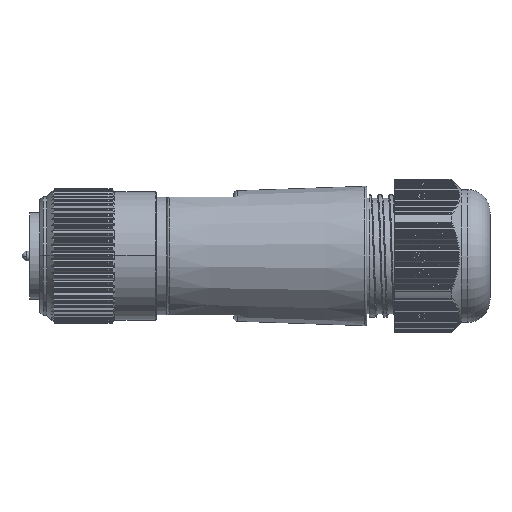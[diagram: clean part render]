
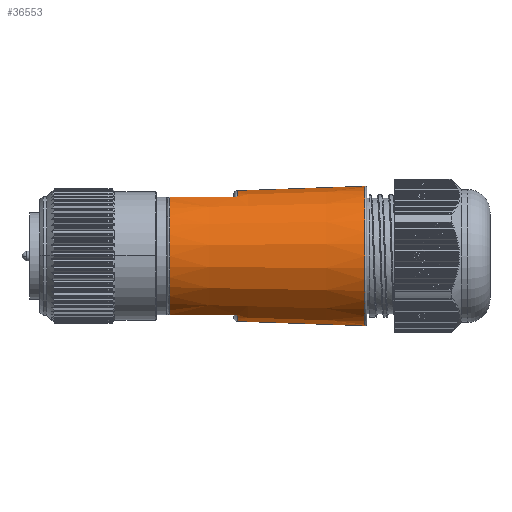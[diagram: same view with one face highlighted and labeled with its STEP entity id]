
A CAD part, front view. The second image highlights one B-rep face of the part: STEP entity #36553.
In plain terms, the highlighted conical face has half-angle 2 degrees and reference radius 14.528 mm.
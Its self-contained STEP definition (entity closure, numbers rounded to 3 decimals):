
#2242 = DIRECTION ( 'NONE',  ( 0., 0., 1. ) ) ;
#2287 = CARTESIAN_POINT ( 'NONE',  ( 33.787, 0., 0. ) ) ;
#2349 = CARTESIAN_POINT ( 'NONE',  ( 19.706, 0., 0. ) ) ;
#3119 = EDGE_CURVE ( 'NONE', #19635, #30775, #54386, .T. ) ;
#3188 = CARTESIAN_POINT ( 'NONE',  ( 19.706, -4.583, -12.281 ) ) ;
#3860 = CARTESIAN_POINT ( 'NONE',  ( 33.787, -5.843, 12.281 ) ) ;
#4087 = AXIS2_PLACEMENT_3D ( 'NONE', #52065, #16216, #11880 ) ;
#4847 = CONICAL_SURFACE ( 'NONE', #4087, 14.528, 0.035 ) ;
#6835 = DIRECTION ( 'NONE',  ( 0., 0., 1. ) ) ;
#6889 = DIRECTION ( 'NONE',  ( 0., 0., 1. ) ) ;
#8802 = AXIS2_PLACEMENT_3D ( 'NONE', #25407, #56765, #29896 ) ;
#8836 = VERTEX_POINT ( 'NONE', #12377 ) ;
#10076 = ORIENTED_EDGE ( 'NONE', *, *, #56266, .F. ) ;
#10395 = VECTOR ( 'NONE', #33422, 1000. ) ;
#11880 = DIRECTION ( 'NONE',  ( 0., 0., -1. ) ) ;
#12115 = LINE ( 'NONE', #47536, #34552 ) ;
#12315 = CARTESIAN_POINT ( 'NONE',  ( 29.09, -5.461, 12.281 ) ) ;
#12377 = CARTESIAN_POINT ( 'NONE',  ( 33.787, -5.843, -12.281 ) ) ;
#13607 = B_SPLINE_CURVE_WITH_KNOTS ( 'NONE', 3,
 ( #3188, #48082, #21297, #52614 ),
 .UNSPECIFIED., .F., .F.,
 ( 4, 4 ),
 ( 0.022, 0.037 ),
 .UNSPECIFIED. ) ;
#13953 = ORIENTED_EDGE ( 'NONE', *, *, #3119, .T. ) ;
#14665 = CARTESIAN_POINT ( 'NONE',  ( 60.355, 0., 14.528 ) ) ;
#16216 = DIRECTION ( 'NONE',  ( 1., 0., 0. ) ) ;
#18319 = EDGE_CURVE ( 'NONE', #30490, #22748, #34836, .T. ) ;
#18502 = CARTESIAN_POINT ( 'NONE',  ( 60.355, 0., -14.528 ) ) ;
#19635 = VERTEX_POINT ( 'NONE', #18502 ) ;
#19971 = AXIS2_PLACEMENT_3D ( 'NONE', #2349, #33783, #6889 ) ;
#20219 = EDGE_CURVE ( 'NONE', #27775, #8836, #13607, .T. ) ;
#21297 = CARTESIAN_POINT ( 'NONE',  ( 29.09, -5.461, -12.281 ) ) ;
#21730 = VERTEX_POINT ( 'NONE', #46598 ) ;
#22329 = LINE ( 'NONE', #51222, #10395 ) ;
#22748 = VERTEX_POINT ( 'NONE', #3860 ) ;
#25407 = CARTESIAN_POINT ( 'NONE',  ( 60.355, 0., 0. ) ) ;
#25869 = CARTESIAN_POINT ( 'NONE',  ( 19.706, -4.583, 12.281 ) ) ;
#26569 = VERTEX_POINT ( 'NONE', #49534 ) ;
#27623 = EDGE_CURVE ( 'NONE', #8836, #26569, #45930, .T. ) ;
#27775 = VERTEX_POINT ( 'NONE', #30686 ) ;
#28444 = ORIENTED_EDGE ( 'NONE', *, *, #37048, .T. ) ;
#29195 = DIRECTION ( 'NONE',  ( 1., 0., 0. ) ) ;
#29896 = DIRECTION ( 'NONE',  ( 0., 0., 1. ) ) ;
#30490 = VERTEX_POINT ( 'NONE', #34872 ) ;
#30686 = CARTESIAN_POINT ( 'NONE',  ( 19.706, -4.583, -12.281 ) ) ;
#30775 = VERTEX_POINT ( 'NONE', #14665 ) ;
#33034 = ORIENTED_EDGE ( 'NONE', *, *, #18319, .T. ) ;
#33125 = AXIS2_PLACEMENT_3D ( 'NONE', #56046, #29195, #2242 ) ;
#33342 = ORIENTED_EDGE ( 'NONE', *, *, #57311, .F. ) ;
#33422 = DIRECTION ( 'NONE',  ( 0.999, 0., -0.035 ) ) ;
#33723 = DIRECTION ( 'NONE',  ( 1., 0., 0. ) ) ;
#33783 = DIRECTION ( 'NONE',  ( -1., 0., 0. ) ) ;
#34552 = VECTOR ( 'NONE', #52032, 1000. ) ;
#34836 = CIRCLE ( 'NONE', #52643, 13.6 ) ;
#34872 = CARTESIAN_POINT ( 'NONE',  ( 33.787, 0., 13.6 ) ) ;
#36149 = EDGE_CURVE ( 'NONE', #22748, #21730, #36871, .T. ) ;
#36553 = ADVANCED_FACE ( 'NONE', ( #56803 ), #4847, .T. ) ;
#36871 = B_SPLINE_CURVE_WITH_KNOTS ( 'NONE', 3,
 ( #48132, #12315, #52684, #25869 ),
 .UNSPECIFIED., .F., .F.,
 ( 4, 4 ),
 ( 0.015, 0.029 ),
 .UNSPECIFIED. ) ;
#37048 = EDGE_CURVE ( 'NONE', #26569, #19635, #22329, .T. ) ;
#45930 = CIRCLE ( 'NONE', #33125, 13.6 ) ;
#46598 = CARTESIAN_POINT ( 'NONE',  ( 19.706, -4.583, 12.281 ) ) ;
#46787 = CIRCLE ( 'NONE', #19971, 13.108 ) ;
#47536 = CARTESIAN_POINT ( 'NONE',  ( 60.355, 0., 14.528 ) ) ;
#47951 = ORIENTED_EDGE ( 'NONE', *, *, #20219, .T. ) ;
#48082 = CARTESIAN_POINT ( 'NONE',  ( 24.395, -5.052, -12.281 ) ) ;
#48132 = CARTESIAN_POINT ( 'NONE',  ( 33.787, -5.843, 12.281 ) ) ;
#49534 = CARTESIAN_POINT ( 'NONE',  ( 33.787, 0., -13.6 ) ) ;
#51222 = CARTESIAN_POINT ( 'NONE',  ( 60.355, 0., -14.528 ) ) ;
#52032 = DIRECTION ( 'NONE',  ( 0.999, 0., 0.035 ) ) ;
#52065 = CARTESIAN_POINT ( 'NONE',  ( 60.355, 0., 0. ) ) ;
#52614 = CARTESIAN_POINT ( 'NONE',  ( 33.787, -5.843, -12.281 ) ) ;
#52643 = AXIS2_PLACEMENT_3D ( 'NONE', #2287, #33723, #6835 ) ;
#52684 = CARTESIAN_POINT ( 'NONE',  ( 24.394, -5.051, 12.281 ) ) ;
#54386 = CIRCLE ( 'NONE', #8802, 14.528 ) ;
#56046 = CARTESIAN_POINT ( 'NONE',  ( 33.787, 0., 0. ) ) ;
#56266 = EDGE_CURVE ( 'NONE', #30490, #30775, #12115, .T. ) ;
#56620 = EDGE_LOOP ( 'NONE', ( #10076, #33034, #56710, #33342, #47951, #58145, #28444, #13953 ) ) ;
#56710 = ORIENTED_EDGE ( 'NONE', *, *, #36149, .T. ) ;
#56765 = DIRECTION ( 'NONE',  ( -1., 0., 0. ) ) ;
#56803 = FACE_OUTER_BOUND ( 'NONE', #56620, .T. ) ;
#57311 = EDGE_CURVE ( 'NONE', #27775, #21730, #46787, .T. ) ;
#58145 = ORIENTED_EDGE ( 'NONE', *, *, #27623, .T. ) ;
